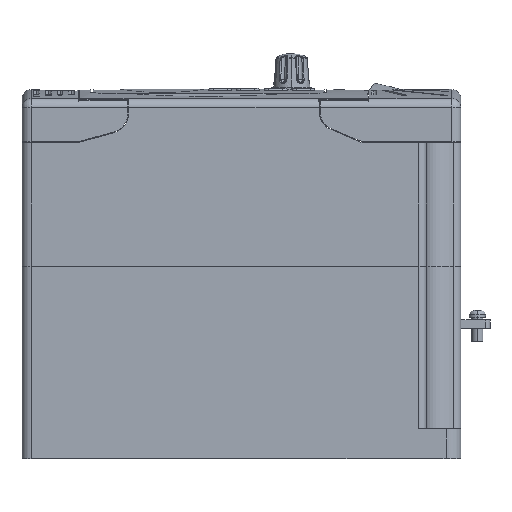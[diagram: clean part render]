
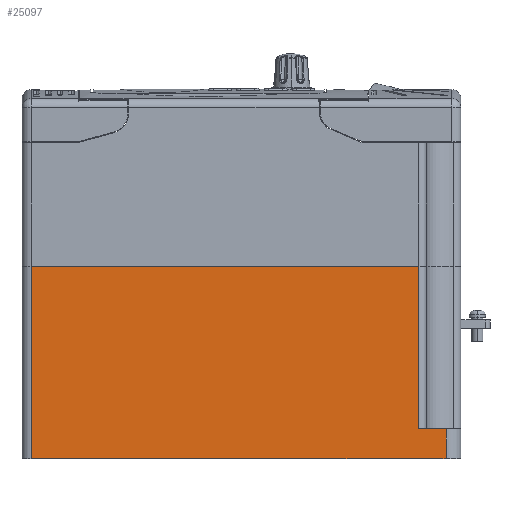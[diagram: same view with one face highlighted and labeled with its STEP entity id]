
A CAD part, left-side view. The second image highlights one B-rep face of the part: STEP entity #25097.
In plain terms, the highlighted planar face has unit normal (-1, 0, 0).
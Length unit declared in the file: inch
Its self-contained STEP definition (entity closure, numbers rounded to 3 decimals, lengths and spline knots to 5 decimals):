
#526 = CARTESIAN_POINT ( 'NONE',  ( -1.97, 2.85, -3.00547 ) ) ;
#1478 = DIRECTION ( 'NONE',  ( 0., 1., 0. ) ) ;
#1592 = VECTOR ( 'NONE', #1478, 39.37008 ) ;
#1647 = DIRECTION ( 'NONE',  ( 0., 0., 1. ) ) ;
#1872 = VERTEX_POINT ( 'NONE', #26554 ) ;
#2508 = LINE ( 'NONE', #21917, #1592 ) ;
#2662 = DIRECTION ( 'NONE',  ( 0., -1., 0. ) ) ;
#3376 = VERTEX_POINT ( 'NONE', #32028 ) ;
#3382 = DIRECTION ( 'NONE',  ( 0., -1., 0. ) ) ;
#4096 = VERTEX_POINT ( 'NONE', #11201 ) ;
#4434 = EDGE_CURVE ( 'NONE', #37215, #1872, #29767, .T. ) ;
#4860 = CARTESIAN_POINT ( 'NONE',  ( -1.97, -2.775, -2.6 ) ) ;
#6076 = CARTESIAN_POINT ( 'NONE',  ( -1.97, -2.505, -3.00547 ) ) ;
#7325 = DIRECTION ( 'NONE',  ( 0., 0., 1. ) ) ;
#7407 = EDGE_CURVE ( 'NONE', #11903, #29022, #16528, .T. ) ;
#8238 = CARTESIAN_POINT ( 'NONE',  ( -1.97, 2.85, -0.4 ) ) ;
#9124 = DIRECTION ( 'NONE',  ( 1., 0., 0. ) ) ;
#9484 = CARTESIAN_POINT ( 'NONE',  ( -1.97, 2.975, -3.00547 ) ) ;
#9846 = VECTOR ( 'NONE', #29754, 39.37008 ) ;
#10090 = VECTOR ( 'NONE', #1647, 39.37008 ) ;
#11201 = CARTESIAN_POINT ( 'NONE',  ( -1.97, -2.505, -3.00447 ) ) ;
#11474 = ORIENTED_EDGE ( 'NONE', *, *, #34013, .T. ) ;
#11515 = ORIENTED_EDGE ( 'NONE', *, *, #12040, .T. ) ;
#11703 = ORIENTED_EDGE ( 'NONE', *, *, #20135, .T. ) ;
#11903 = VERTEX_POINT ( 'NONE', #24161 ) ;
#12040 = EDGE_CURVE ( 'NONE', #11903, #1872, #17825, .T. ) ;
#12252 = DIRECTION ( 'NONE',  ( 0., 0., -1. ) ) ;
#12320 = VECTOR ( 'NONE', #7325, 39.37008 ) ;
#13597 = EDGE_CURVE ( 'NONE', #37215, #18913, #21901, .T. ) ;
#14222 = VECTOR ( 'NONE', #12252, 39.37008 ) ;
#16365 = ORIENTED_EDGE ( 'NONE', *, *, #13597, .T. ) ;
#16528 = LINE ( 'NONE', #18022, #31050 ) ;
#17825 = LINE ( 'NONE', #33533, #10090 ) ;
#18022 = CARTESIAN_POINT ( 'NONE',  ( -1.97, 2.975, -2.6 ) ) ;
#18754 = ORIENTED_EDGE ( 'NONE', *, *, #22381, .T. ) ;
#18891 = VECTOR ( 'NONE', #20119, 39.37008 ) ;
#18913 = VERTEX_POINT ( 'NONE', #22018 ) ;
#20119 = DIRECTION ( 'NONE',  ( 0., 0., 1. ) ) ;
#20135 = EDGE_CURVE ( 'NONE', #18913, #30336, #32108, .T. ) ;
#20613 = ORIENTED_EDGE ( 'NONE', *, *, #28466, .F. ) ;
#21901 = LINE ( 'NONE', #526, #14222 ) ;
#21917 = CARTESIAN_POINT ( 'NONE',  ( -1.97, 2.975, -3.00447 ) ) ;
#22018 = CARTESIAN_POINT ( 'NONE',  ( -1.97, 2.85, -3.00547 ) ) ;
#22078 = VECTOR ( 'NONE', #2662, 39.37008 ) ;
#22381 = EDGE_CURVE ( 'NONE', #30336, #4096, #27742, .T. ) ;
#24161 = CARTESIAN_POINT ( 'NONE',  ( -1.97, -2.405, -2.6 ) ) ;
#24433 = ORIENTED_EDGE ( 'NONE', *, *, #7407, .F. ) ;
#24786 = CARTESIAN_POINT ( 'NONE',  ( -1.97, -2.505, -3.00547 ) ) ;
#25097 = ADVANCED_FACE ( 'NONE', ( #34781 ), #26392, .F. ) ;
#25644 = CARTESIAN_POINT ( 'NONE',  ( -1.97, 2.975, -0.4 ) ) ;
#26392 = PLANE ( 'NONE',  #35704 ) ;
#26509 = ORIENTED_EDGE ( 'NONE', *, *, #4434, .F. ) ;
#26517 = CARTESIAN_POINT ( 'NONE',  ( -1.97, 2.975, -3.00547 ) ) ;
#26554 = CARTESIAN_POINT ( 'NONE',  ( -1.97, -2.405, -0.4 ) ) ;
#26584 = LINE ( 'NONE', #37452, #18891 ) ;
#27742 = LINE ( 'NONE', #24786, #12320 ) ;
#28466 = EDGE_CURVE ( 'NONE', #3376, #4096, #2508, .T. ) ;
#29022 = VERTEX_POINT ( 'NONE', #4860 ) ;
#29412 = DIRECTION ( 'NONE',  ( 0., 0., -1. ) ) ;
#29754 = DIRECTION ( 'NONE',  ( 0., -1., 0. ) ) ;
#29767 = LINE ( 'NONE', #25644, #22078 ) ;
#30336 = VERTEX_POINT ( 'NONE', #6076 ) ;
#31050 = VECTOR ( 'NONE', #3382, 39.37008 ) ;
#32028 = CARTESIAN_POINT ( 'NONE',  ( -1.97, -2.775, -3.00447 ) ) ;
#32108 = LINE ( 'NONE', #9484, #9846 ) ;
#32773 = EDGE_LOOP ( 'NONE', ( #11703, #18754, #20613, #11474, #24433, #11515, #26509, #16365 ) ) ;
#33533 = CARTESIAN_POINT ( 'NONE',  ( -1.97, -2.405, 1.29 ) ) ;
#34013 = EDGE_CURVE ( 'NONE', #3376, #29022, #26584, .T. ) ;
#34781 = FACE_OUTER_BOUND ( 'NONE', #32773, .T. ) ;
#35704 = AXIS2_PLACEMENT_3D ( 'NONE', #26517, #9124, #29412 ) ;
#37215 = VERTEX_POINT ( 'NONE', #8238 ) ;
#37452 = CARTESIAN_POINT ( 'NONE',  ( -1.97, -2.775, -3.00547 ) ) ;
